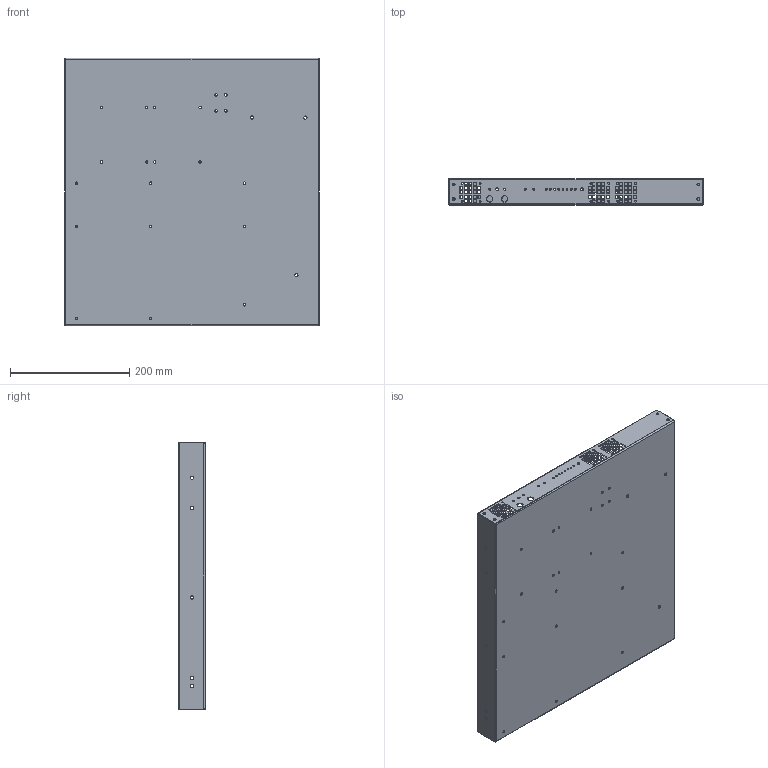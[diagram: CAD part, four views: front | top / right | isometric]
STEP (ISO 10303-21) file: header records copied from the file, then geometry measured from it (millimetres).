
FILE_DESCRIPTION((''),'2;1');
FILE_NAME('ROACH_2_CHASSIS_SHEET_REV_2','2012-07-04T',('Admin'),(''),'PRO/ENGINEER BY PARAMETRIC TECHNOLOGY CORPORATION, 2010180','PRO/ENGINEER BY PARAMETRIC TECHNOLOGY CORPORATION, 2010180','');
FILE_SCHEMA(('CONFIG_CONTROL_DESIGN'));
Length unit declared in the file: millimetre
Products named in the file (1): ROACH_2_CHASSIS_SHEET_REV_2
Bounding box: 428 x 44.45 x 450 mm (x, y, z)
Volume: 456959.5 mm3; surface area: 590519.2 mm2
Topology: 1 solids, 1 shells, 770 faces, 2176 edges, 1408 vertices
Faces by surface type: plane 472, cylinder 266, bspline 32
Entity records: 26972 total; most frequent: CARTESIAN_POINT 5984, ORIENTED_EDGE 4352, DIRECTION 4056, EDGE_CURVE 2176, VECTOR 1644, LINE 1644, VERTEX_POINT 1408, AXIS2_PLACEMENT_3D 1206
